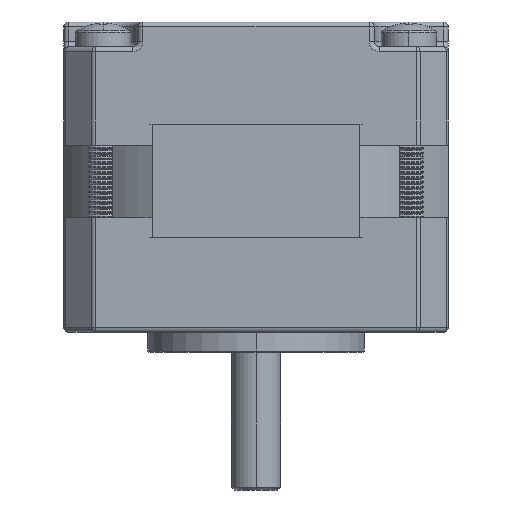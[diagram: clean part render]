
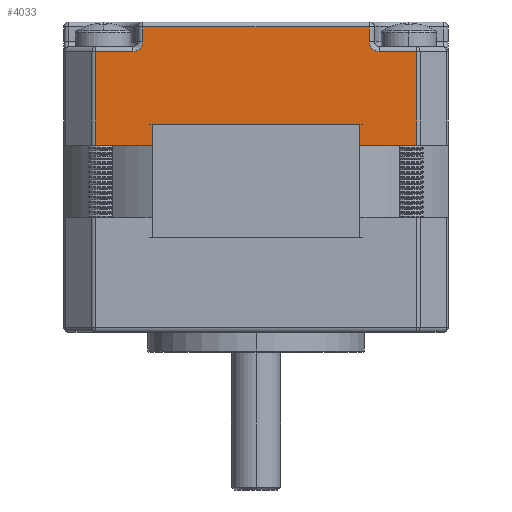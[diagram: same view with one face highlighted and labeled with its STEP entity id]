
A CAD part, left-side view. The second image highlights one B-rep face of the part: STEP entity #4033.
In plain terms, the highlighted face is planar.
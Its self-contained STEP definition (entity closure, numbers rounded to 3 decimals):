
#117 = VERTEX_POINT ( 'NONE', #6092 ) ;
#119 = VERTEX_POINT ( 'NONE', #6094 ) ;
#120 = VERTEX_POINT ( 'NONE', #6095 ) ;
#121 = VERTEX_POINT ( 'NONE', #6096 ) ;
#123 = VERTEX_POINT ( 'NONE', #6098 ) ;
#129 = VERTEX_POINT ( 'NONE', #6104 ) ;
#131 = VERTEX_POINT ( 'NONE', #6106 ) ;
#132 = VERTEX_POINT ( 'NONE', #6107 ) ;
#186 = VERTEX_POINT ( 'NONE', #6161 ) ;
#187 = VERTEX_POINT ( 'NONE', #6162 ) ;
#188 = VERTEX_POINT ( 'NONE', #6163 ) ;
#195 = VERTEX_POINT ( 'NONE', #6170 ) ;
#200 = VERTEX_POINT ( 'NONE', #6175 ) ;
#208 = VERTEX_POINT ( 'NONE', #6183 ) ;
#892 = EDGE_LOOP ( 'NONE', ( #4768, #4769, #4770, #4771, #4772, #4773, #4774, #4775, #4776, #4777, #4778, #4779, #4780, #4781 ) ) ;
#2197 = EDGE_CURVE ( 'NONE', #188, #195, #10880, .T. ) ;
#2225 = EDGE_CURVE ( 'NONE', #208, #186, #10960, .T. ) ;
#2236 = EDGE_CURVE ( 'NONE', #200, #187, #10998, .T. ) ;
#2240 = EDGE_CURVE ( 'NONE', #120, #186, #11006, .T. ) ;
#2250 = EDGE_CURVE ( 'NONE', #119, #117, #11660, .T. ) ;
#2251 = EDGE_CURVE ( 'NONE', #119, #131, #11044, .T. ) ;
#2252 = EDGE_CURVE ( 'NONE', #131, #132, #11049, .T. ) ;
#2253 = EDGE_CURVE ( 'NONE', #132, #129, #11052, .T. ) ;
#2254 = EDGE_CURVE ( 'NONE', #123, #129, #11665, .T. ) ;
#2255 = EDGE_CURVE ( 'NONE', #123, #208, #11056, .T. ) ;
#2256 = EDGE_CURVE ( 'NONE', #120, #121, #11061, .T. ) ;
#2257 = EDGE_CURVE ( 'NONE', #188, #121, #11064, .T. ) ;
#2258 = EDGE_CURVE ( 'NONE', #200, #195, #11067, .T. ) ;
#2259 = EDGE_CURVE ( 'NONE', #187, #117, #11070, .T. ) ;
#4033 = ADVANCED_FACE ( 'NONE', ( #13340 ), #13341, .F. ) ;
#4768 = ORIENTED_EDGE ( 'NONE', *, *, #2250, .F. ) ;
#4769 = ORIENTED_EDGE ( 'NONE', *, *, #2251, .T. ) ;
#4770 = ORIENTED_EDGE ( 'NONE', *, *, #2252, .T. ) ;
#4771 = ORIENTED_EDGE ( 'NONE', *, *, #2253, .T. ) ;
#4772 = ORIENTED_EDGE ( 'NONE', *, *, #2254, .F. ) ;
#4773 = ORIENTED_EDGE ( 'NONE', *, *, #2255, .T. ) ;
#4774 = ORIENTED_EDGE ( 'NONE', *, *, #2225, .T. ) ;
#4775 = ORIENTED_EDGE ( 'NONE', *, *, #2240, .F. ) ;
#4776 = ORIENTED_EDGE ( 'NONE', *, *, #2256, .T. ) ;
#4777 = ORIENTED_EDGE ( 'NONE', *, *, #2257, .F. ) ;
#4778 = ORIENTED_EDGE ( 'NONE', *, *, #2197, .T. ) ;
#4779 = ORIENTED_EDGE ( 'NONE', *, *, #2258, .F. ) ;
#4780 = ORIENTED_EDGE ( 'NONE', *, *, #2236, .T. ) ;
#4781 = ORIENTED_EDGE ( 'NONE', *, *, #2259, .T. ) ;
#6092 = CARTESIAN_POINT ( 'NONE',  ( 0., 7., 3. ) ) ;
#6094 = CARTESIAN_POINT ( 'NONE',  ( 0., 8., 2. ) ) ;
#6095 = CARTESIAN_POINT ( 'NONE',  ( 0., 30.05, 12.5 ) ) ;
#6096 = CARTESIAN_POINT ( 'NONE',  ( 0., 30.05, 10.4 ) ) ;
#6098 = CARTESIAN_POINT ( 'NONE',  ( 0., 32., 3. ) ) ;
#6104 = CARTESIAN_POINT ( 'NONE',  ( 0., 31., 2. ) ) ;
#6106 = CARTESIAN_POINT ( 'NONE',  ( 0., 8., 0.5 ) ) ;
#6107 = CARTESIAN_POINT ( 'NONE',  ( 0., 31., 0.5 ) ) ;
#6161 = CARTESIAN_POINT ( 'NONE',  ( 0., 35.793, 12.5 ) ) ;
#6162 = CARTESIAN_POINT ( 'NONE',  ( 0., 3.207, 3. ) ) ;
#6163 = CARTESIAN_POINT ( 'NONE',  ( 0., 8.95, 10.4 ) ) ;
#6170 = CARTESIAN_POINT ( 'NONE',  ( 0., 8.95, 12.5 ) ) ;
#6175 = CARTESIAN_POINT ( 'NONE',  ( 0., 3.207, 12.5 ) ) ;
#6183 = CARTESIAN_POINT ( 'NONE',  ( 0., 35.793, 3. ) ) ;
#10876 = CARTESIAN_POINT ( 'NONE',  ( 0., 8.95, 10.4 ) ) ;
#10880 = LINE ( 'NONE', #10876, #11584 ) ;
#10887 = DIRECTION ( 'NONE',  ( 0., 0., 1. ) ) ;
#10959 = CARTESIAN_POINT ( 'NONE',  ( 0., 35.793, 12.5 ) ) ;
#10960 = LINE ( 'NONE', #10959, #11622 ) ;
#10969 = DIRECTION ( 'NONE',  ( 0., 0., 1. ) ) ;
#10994 = CARTESIAN_POINT ( 'NONE',  ( 0., 3.207, 12.5 ) ) ;
#10998 = LINE ( 'NONE', #10994, #11634 ) ;
#11002 = DIRECTION ( 'NONE',  ( 0., 0., -1. ) ) ;
#11006 = LINE ( 'NONE', #11007, #11645 ) ;
#11007 = CARTESIAN_POINT ( 'NONE',  ( 0., 3., 12.5 ) ) ;
#11014 = DIRECTION ( 'NONE',  ( 0., 1., 0. ) ) ;
#11022 = CARTESIAN_POINT ( 'NONE',  ( 0., 8., 12.5 ) ) ;
#11043 = CARTESIAN_POINT ( 'NONE',  ( 0., 35.793, 3. ) ) ;
#11044 = LINE ( 'NONE', #11022, #11657 ) ;
#11045 = CARTESIAN_POINT ( 'NONE',  ( 0., 7., 2. ) ) ;
#11046 = DIRECTION ( 'NONE',  ( 1., 0., 0. ) ) ;
#11047 = DIRECTION ( 'NONE',  ( 0., 0., 1. ) ) ;
#11048 = DIRECTION ( 'NONE',  ( 0., 0., -1. ) ) ;
#11049 = LINE ( 'NONE', #11050, #11663 ) ;
#11050 = CARTESIAN_POINT ( 'NONE',  ( 0., 3., 0.5 ) ) ;
#11051 = DIRECTION ( 'NONE',  ( 0., 1., 0. ) ) ;
#11052 = LINE ( 'NONE', #11053, #11664 ) ;
#11053 = CARTESIAN_POINT ( 'NONE',  ( 0., 31., 12.5 ) ) ;
#11054 = DIRECTION ( 'NONE',  ( 0., 0., 1. ) ) ;
#11056 = LINE ( 'NONE', #11043, #11661 ) ;
#11057 = CARTESIAN_POINT ( 'NONE',  ( 0., 32., 2. ) ) ;
#11058 = DIRECTION ( 'NONE',  ( 1., 0., 0. ) ) ;
#11059 = DIRECTION ( 'NONE',  ( 0., 0., 1. ) ) ;
#11060 = DIRECTION ( 'NONE',  ( 0., 1., 0. ) ) ;
#11061 = LINE ( 'NONE', #11062, #11668 ) ;
#11062 = CARTESIAN_POINT ( 'NONE',  ( 0., 30.05, 10.4 ) ) ;
#11063 = DIRECTION ( 'NONE',  ( 0., 0., -1. ) ) ;
#11064 = LINE ( 'NONE', #11065, #11669 ) ;
#11065 = CARTESIAN_POINT ( 'NONE',  ( 0., 3., 10.4 ) ) ;
#11066 = DIRECTION ( 'NONE',  ( 0., 1., 0. ) ) ;
#11067 = LINE ( 'NONE', #11068, #11670 ) ;
#11068 = CARTESIAN_POINT ( 'NONE',  ( 0., 3., 12.5 ) ) ;
#11069 = DIRECTION ( 'NONE',  ( 0., 1., 0. ) ) ;
#11070 = LINE ( 'NONE', #11071, #11671 ) ;
#11071 = CARTESIAN_POINT ( 'NONE',  ( 0., 7.5, 3. ) ) ;
#11072 = DIRECTION ( 'NONE',  ( 0., 1., 0. ) ) ;
#11584 = VECTOR ( 'NONE', #10887, 1000. ) ;
#11622 = VECTOR ( 'NONE', #10969, 1000. ) ;
#11634 = VECTOR ( 'NONE', #11002, 1000. ) ;
#11645 = VECTOR ( 'NONE', #11014, 1000. ) ;
#11657 = VECTOR ( 'NONE', #11048, 1000. ) ;
#11660 = CIRCLE ( 'NONE', #11662, 1. ) ;
#11661 = VECTOR ( 'NONE', #11060, 1000. ) ;
#11662 = AXIS2_PLACEMENT_3D ( 'NONE', #11045, #11046, #11047 ) ;
#11663 = VECTOR ( 'NONE', #11051, 1000. ) ;
#11664 = VECTOR ( 'NONE', #11054, 1000. ) ;
#11665 = CIRCLE ( 'NONE', #11667, 1. ) ;
#11667 = AXIS2_PLACEMENT_3D ( 'NONE', #11057, #11058, #11059 ) ;
#11668 = VECTOR ( 'NONE', #11063, 1000. ) ;
#11669 = VECTOR ( 'NONE', #11066, 1000. ) ;
#11670 = VECTOR ( 'NONE', #11069, 1000. ) ;
#11671 = VECTOR ( 'NONE', #11072, 1000. ) ;
#13250 = AXIS2_PLACEMENT_3D ( 'NONE', #13332, #13343, #13344 ) ;
#13332 = CARTESIAN_POINT ( 'NONE',  ( 0., 3., 12.5 ) ) ;
#13340 = FACE_OUTER_BOUND ( 'NONE', #892, .T. ) ;
#13341 = PLANE ( 'NONE',  #13250 ) ;
#13343 = DIRECTION ( 'NONE',  ( -1., 0., 0. ) ) ;
#13344 = DIRECTION ( 'NONE',  ( 0., 0., 1. ) ) ;
